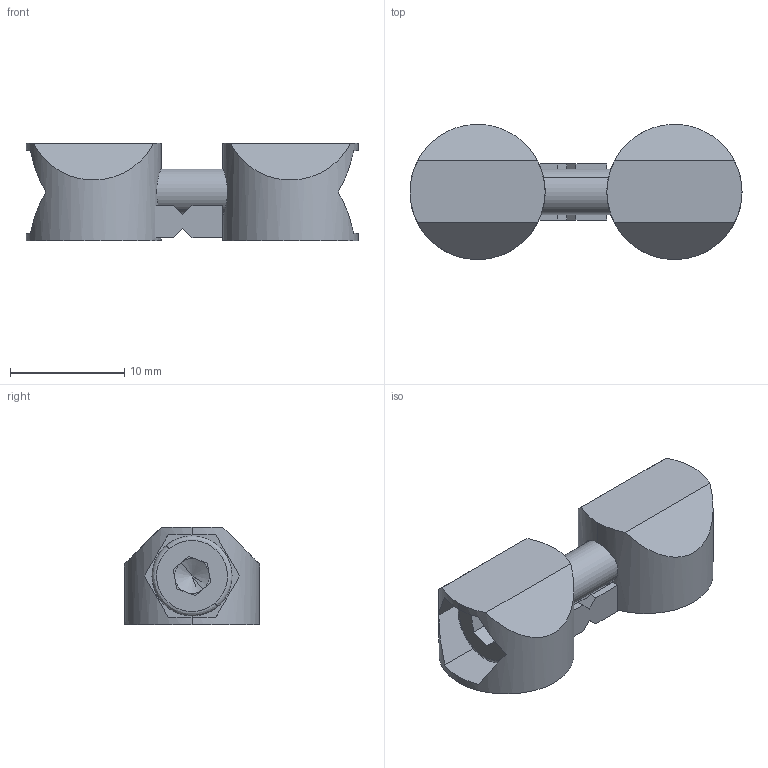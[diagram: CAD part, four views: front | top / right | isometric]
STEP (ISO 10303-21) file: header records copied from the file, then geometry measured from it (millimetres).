
FILE_DESCRIPTION (( 'STEP AP214' ), '1' );
FILE_NAME ('7125045', '2019-01-30T08:41:07', ( '' ), ('JUGARD+KÜNSTNER GmbH'), 'SwSTEP 2.0', 'SolidWorks 2017', '' );
FILE_SCHEMA (( 'AUTOMOTIVE_DESIGN' ));
Length unit declared in the file: millimetre
Products named in the file (5): Part1; Part3; Part4; Part2; 7125045
Assembly tree (4 placements, depth 2):
  7125045
    Part2
    Part1
    Part4
    Part3
Bounding box: 29 x 11.8 x 8.5 mm (x, y, z)
Volume: 1515 mm3; surface area: 2050.3 mm2
Topology: 4 solids, 4 shells, 104 faces, 252 edges, 154 vertices
Faces by surface type: plane 66, cylinder 20, cone 14, bspline 4
Entity records: 4586 total; most frequent: CARTESIAN_POINT 873, ORIENTED_EDGE 500, DIRECTION 500, EDGE_CURVE 250, AXIS2_PLACEMENT_3D 181, VERTEX_POINT 154, LINE 138, VECTOR 138
